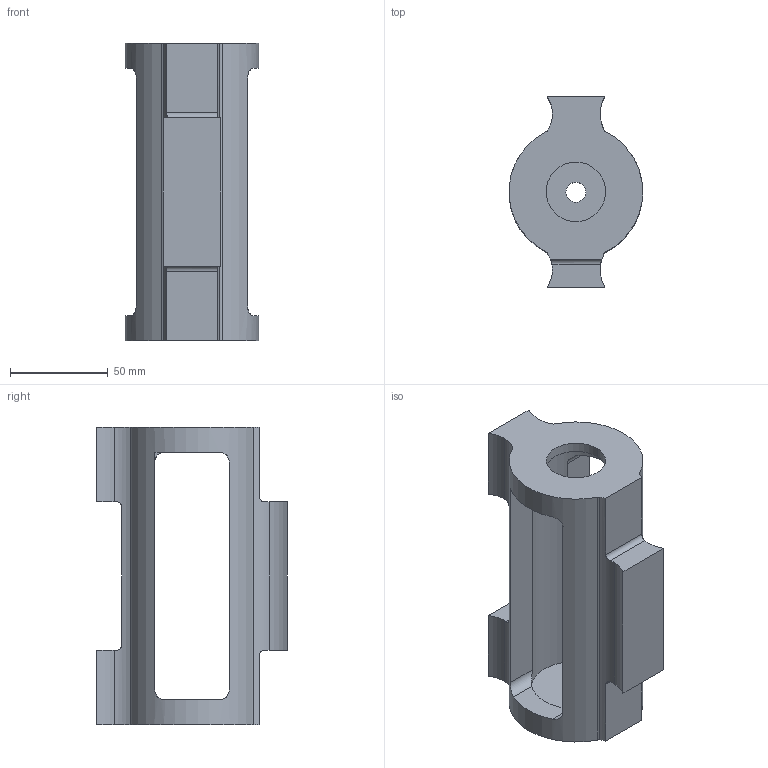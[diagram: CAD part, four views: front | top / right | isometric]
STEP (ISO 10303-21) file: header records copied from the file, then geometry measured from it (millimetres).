
FILE_DESCRIPTION (( 'STEP AP203' ), '1' );
FILE_NAME ('LD Underbite 3lb Weapon.STEP', '2024-04-10T18:20:46', ( '' ), ( '' ), 'SwSTEP 2.0', 'SolidWorks 2022', '' );
FILE_SCHEMA (( 'CONFIG_CONTROL_DESIGN' ));
Length unit declared in the file: inch
Products named in the file (1): LD Underbite 3lb Weapon
Bounding box: 68.46 x 97.51 x 152.4 mm (x, y, z)
Volume: 280685.5 mm3; surface area: 58924.2 mm2
Topology: 1 solids, 1 shells, 53 faces, 156 edges, 104 vertices
Faces by surface type: cylinder 31, plane 22
Entity records: 2205 total; most frequent: CARTESIAN_POINT 680, ORIENTED_EDGE 312, DIRECTION 304, EDGE_CURVE 156, AXIS2_PLACEMENT_3D 116, VERTEX_POINT 104, VECTOR 72, LINE 72
